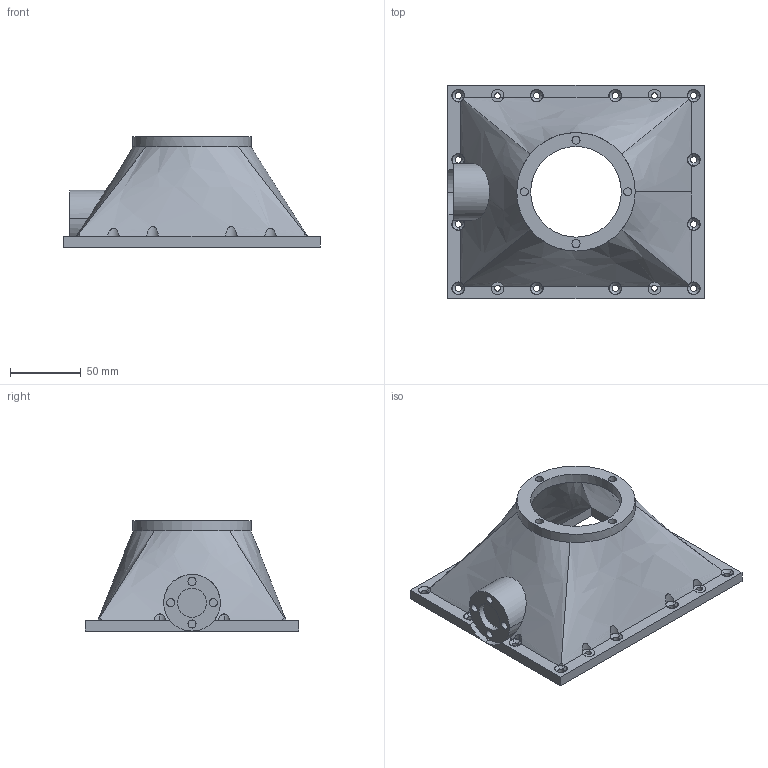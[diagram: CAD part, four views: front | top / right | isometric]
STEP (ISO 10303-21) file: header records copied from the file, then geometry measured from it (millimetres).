
FILE_DESCRIPTION(('FreeCAD Model'),'2;1');
FILE_NAME('Open CASCADE Shape Model','2025-10-26T10:37:40',(''),(''), 'Open CASCADE STEP processor 7.8','FreeCAD','Unknown');
FILE_SCHEMA(('AUTOMOTIVE_DESIGN { 1 0 10303 214 1 1 1 1 }'));
Length unit declared in the file: millimetre
Products named in the file (1): Body
Bounding box: 180.81 x 150.61 x 77.75 mm (x, y, z)
Volume: 347321.3 mm3; surface area: 92535 mm2
Topology: 1 solids, 1 shells, 150 faces, 376 edges, 219 vertices
Faces by surface type: plane 55, cylinder 49, cone 36, bspline 10
Full cylindrical faces by diameter (mm): 4 x4, 4.5 x12, 5.7 x8, 20.5 x1, 64 x1, 83.6 x1
Entity records: 5486 total; most frequent: CARTESIAN_POINT 1789, DIRECTION 809, ORIENTED_EDGE 752, EDGE_CURVE 376, AXIS2_PLACEMENT_3D 328, VERTEX_POINT 219, CIRCLE 184, FACE_BOUND 179
